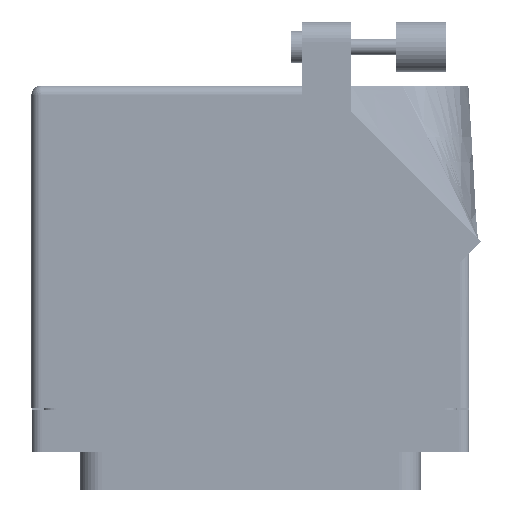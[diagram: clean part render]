
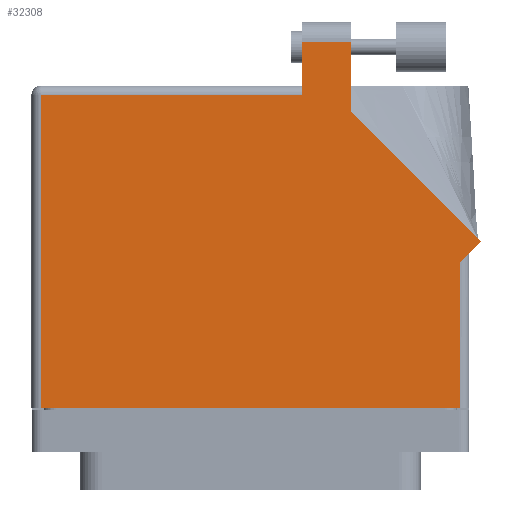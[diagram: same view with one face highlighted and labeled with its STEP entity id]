
A CAD part, front view. The second image highlights one B-rep face of the part: STEP entity #32308.
In plain terms, the highlighted face is planar.
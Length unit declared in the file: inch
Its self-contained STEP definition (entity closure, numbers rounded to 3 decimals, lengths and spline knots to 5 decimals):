
#122 = EDGE_CURVE ( 'NONE', #26004, #54390, #52600, .T. ) ;
#1751 = CARTESIAN_POINT ( 'NONE',  ( 1.3155, -0.1, 0.765 ) ) ;
#1879 = ORIENTED_EDGE ( 'NONE', *, *, #122, .T. ) ;
#5105 = EDGE_LOOP ( 'NONE', ( #1879, #51378, #75166, #91016, #82626, #75935, #72866, #87955, #14978 ) ) ;
#5483 = VERTEX_POINT ( 'NONE', #39081 ) ;
#7627 = EDGE_CURVE ( 'NONE', #39515, #5483, #44291, .T. ) ;
#10186 = LINE ( 'NONE', #11715, #60731 ) ;
#10541 = CARTESIAN_POINT ( 'NONE',  ( 0.3275, 1.93, 0.765 ) ) ;
#11715 = CARTESIAN_POINT ( 'NONE',  ( 0.3275, 2.205, 0.765 ) ) ;
#13075 = VECTOR ( 'NONE', #68537, 39.37008 ) ;
#14978 = ORIENTED_EDGE ( 'NONE', *, *, #16638, .T. ) ;
#16638 = EDGE_CURVE ( 'NONE', #67842, #26004, #47249, .T. ) ;
#19997 = EDGE_CURVE ( 'NONE', #41134, #24869, #85160, .T. ) ;
#21406 = CARTESIAN_POINT ( 'NONE',  ( -1.3155, -0.1, 0.765 ) ) ;
#22415 = CARTESIAN_POINT ( 'NONE',  ( -1.3775, 1.93, 0.765 ) ) ;
#22830 = CARTESIAN_POINT ( 'NONE',  ( 0.6345, 1.76442, 0.765 ) ) ;
#23459 = EDGE_CURVE ( 'NONE', #24869, #32168, #31797, .T. ) ;
#24869 = VERTEX_POINT ( 'NONE', #1751 ) ;
#25053 = VECTOR ( 'NONE', #81416, 39.37008 ) ;
#26004 = VERTEX_POINT ( 'NONE', #22830 ) ;
#26573 = VECTOR ( 'NONE', #78719, 39.37008 ) ;
#27030 = CARTESIAN_POINT ( 'NONE',  ( -1.3155, -0.1, 0.765 ) ) ;
#28554 = DIRECTION ( 'NONE',  ( -1., 0., 0. ) ) ;
#31797 = LINE ( 'NONE', #87347, #25053 ) ;
#32168 = VERTEX_POINT ( 'NONE', #57643 ) ;
#32308 = ADVANCED_FACE ( 'NONE', ( #84048 ), #44288, .F. ) ;
#34710 = EDGE_CURVE ( 'NONE', #5483, #41134, #45610, .T. ) ;
#39043 = EDGE_CURVE ( 'NONE', #54390, #45567, #10186, .T. ) ;
#39081 = CARTESIAN_POINT ( 'NONE',  ( -1.3155, 1.868, 0.765 ) ) ;
#39515 = VERTEX_POINT ( 'NONE', #91710 ) ;
#41134 = VERTEX_POINT ( 'NONE', #27030 ) ;
#41938 = EDGE_CURVE ( 'NONE', #45567, #39515, #79239, .T. ) ;
#42482 = CARTESIAN_POINT ( 'NONE',  ( 0.6345, 1.76442, 0.765 ) ) ;
#42766 = VECTOR ( 'NONE', #57092, 39.37008 ) ;
#44288 = PLANE ( 'NONE',  #89815 ) ;
#44291 = LINE ( 'NONE', #85205, #64527 ) ;
#44587 = DIRECTION ( 'NONE',  ( 0., 0., -1. ) ) ;
#45567 = VERTEX_POINT ( 'NONE', #58267 ) ;
#45610 = LINE ( 'NONE', #21406, #26573 ) ;
#46490 = DIRECTION ( 'NONE',  ( 0., 1., 0. ) ) ;
#47249 = LINE ( 'NONE', #80536, #62848 ) ;
#51120 = DIRECTION ( 'NONE',  ( -0.707, 0.707, 0. ) ) ;
#51378 = ORIENTED_EDGE ( 'NONE', *, *, #39043, .T. ) ;
#51437 = VECTOR ( 'NONE', #46490, 39.37008 ) ;
#52600 = LINE ( 'NONE', #42482, #51437 ) ;
#54390 = VERTEX_POINT ( 'NONE', #79610 ) ;
#57092 = DIRECTION ( 'NONE',  ( 0.707, 0.707, 0. ) ) ;
#57398 = CARTESIAN_POINT ( 'NONE',  ( 1.3775, 0.88, 0.765 ) ) ;
#57581 = DIRECTION ( 'NONE',  ( 1., 0., 0. ) ) ;
#57643 = CARTESIAN_POINT ( 'NONE',  ( 1.3155, 0.818, 0.765 ) ) ;
#58267 = CARTESIAN_POINT ( 'NONE',  ( 0.3275, 2.205, 0.765 ) ) ;
#60731 = VECTOR ( 'NONE', #83501, 39.37008 ) ;
#62848 = VECTOR ( 'NONE', #51120, 39.37008 ) ;
#63870 = VECTOR ( 'NONE', #57581, 39.37008 ) ;
#64527 = VECTOR ( 'NONE', #28554, 39.37008 ) ;
#67842 = VERTEX_POINT ( 'NONE', #83604 ) ;
#68537 = DIRECTION ( 'NONE',  ( 0., -1., 0. ) ) ;
#72866 = ORIENTED_EDGE ( 'NONE', *, *, #23459, .T. ) ;
#75166 = ORIENTED_EDGE ( 'NONE', *, *, #41938, .T. ) ;
#75935 = ORIENTED_EDGE ( 'NONE', *, *, #19997, .T. ) ;
#77555 = LINE ( 'NONE', #57398, #42766 ) ;
#78719 = DIRECTION ( 'NONE',  ( 0., -1., 0. ) ) ;
#79239 = LINE ( 'NONE', #10541, #13075 ) ;
#79610 = CARTESIAN_POINT ( 'NONE',  ( 0.6345, 2.205, 0.765 ) ) ;
#80536 = CARTESIAN_POINT ( 'NONE',  ( 1.44821, 0.95071, 0.765 ) ) ;
#81416 = DIRECTION ( 'NONE',  ( 0., 1., 0. ) ) ;
#82626 = ORIENTED_EDGE ( 'NONE', *, *, #34710, .T. ) ;
#83501 = DIRECTION ( 'NONE',  ( -1., 0., 0. ) ) ;
#83604 = CARTESIAN_POINT ( 'NONE',  ( 1.44821, 0.95071, 0.765 ) ) ;
#84048 = FACE_OUTER_BOUND ( 'NONE', #5105, .T. ) ;
#85160 = LINE ( 'NONE', #92695, #63870 ) ;
#85205 = CARTESIAN_POINT ( 'NONE',  ( -1.3775, 1.868, 0.765 ) ) ;
#86259 = DIRECTION ( 'NONE',  ( -1., 0., 0. ) ) ;
#87347 = CARTESIAN_POINT ( 'NONE',  ( 1.3155, 0.88, 0.765 ) ) ;
#87955 = ORIENTED_EDGE ( 'NONE', *, *, #92730, .T. ) ;
#89815 = AXIS2_PLACEMENT_3D ( 'NONE', #22415, #44587, #86259 ) ;
#91016 = ORIENTED_EDGE ( 'NONE', *, *, #7627, .T. ) ;
#91710 = CARTESIAN_POINT ( 'NONE',  ( 0.3275, 1.868, 0.765 ) ) ;
#92695 = CARTESIAN_POINT ( 'NONE',  ( -1.3775, -0.1, 0.765 ) ) ;
#92730 = EDGE_CURVE ( 'NONE', #32168, #67842, #77555, .T. ) ;
